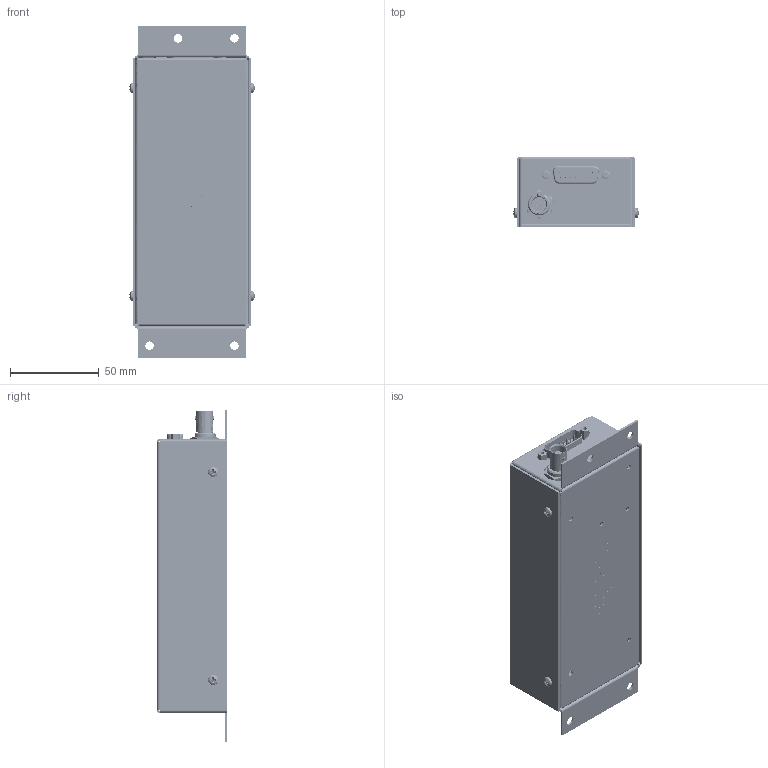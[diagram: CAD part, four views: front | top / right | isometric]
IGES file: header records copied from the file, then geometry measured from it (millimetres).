
Start section: SolidWorks IGES file using analytic representation for surfaces
Global section: file name: SV-COM-425 RF Module.IGS; native system: SolidWorks 2019; preprocessor: SolidWorks 2019; author: TWright; date: 190207.162634; units: inch
Bounding box: 70.52 x 39.57 x 186.56 mm (x, y, z)
Surface area: 94412.4 mm2 (no closed solid volume)
Topology: 0 solids, 0 shells, 4837 faces, 54547 edges, 54547 vertices
Faces by surface type: bspline 4575, revolution 262
